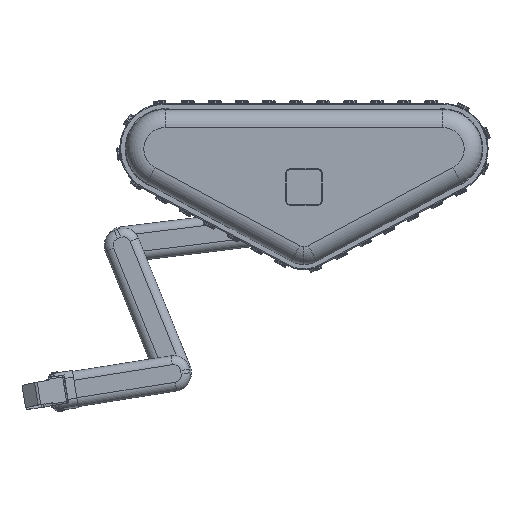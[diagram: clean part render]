
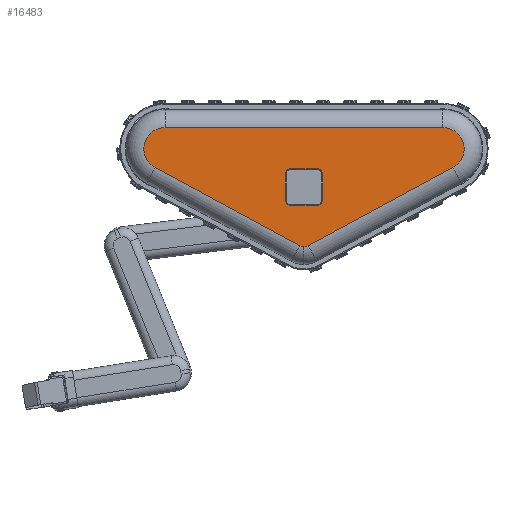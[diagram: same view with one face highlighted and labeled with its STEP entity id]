
A CAD part, front view. The second image highlights one B-rep face of the part: STEP entity #16483.
In plain terms, the highlighted face is planar.
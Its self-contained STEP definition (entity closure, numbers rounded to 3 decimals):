
#6815 = CARTESIAN_POINT ( 'NONE',  ( 0., 50., -275. ) ) ;
#6816 = CARTESIAN_POINT ( 'NONE',  ( 11.863, 50., -272.006 ) ) ;
#6829 = CARTESIAN_POINT ( 'NONE',  ( -40., 50., -158.5 ) ) ;
#6830 = CARTESIAN_POINT ( 'NONE',  ( 40., 50., -158.5 ) ) ;
#6831 = CARTESIAN_POINT ( 'NONE',  ( 51., 50., -147.5 ) ) ;
#6832 = CARTESIAN_POINT ( 'NONE',  ( 51., 50., -67.5 ) ) ;
#6833 = CARTESIAN_POINT ( 'NONE',  ( 40., 50., -56.5 ) ) ;
#6834 = CARTESIAN_POINT ( 'NONE',  ( -40., 50., -56.5 ) ) ;
#6835 = CARTESIAN_POINT ( 'NONE',  ( -51., 50., -67.5 ) ) ;
#6836 = CARTESIAN_POINT ( 'NONE',  ( -51., 50., -147.5 ) ) ;
#6837 = CARTESIAN_POINT ( 'NONE',  ( 418.471, 50., -52.815 ) ) ;
#6838 = CARTESIAN_POINT ( 'NONE',  ( -11.863, 50., -272.006 ) ) ;
#6839 = CARTESIAN_POINT ( 'NONE',  ( -418.471, 50., -52.815 ) ) ;
#6840 = CARTESIAN_POINT ( 'NONE',  ( -390., 50., 60. ) ) ;
#6841 = CARTESIAN_POINT ( 'NONE',  ( 390., 50., 60. ) ) ;
#11238 = CIRCLE ( 'NONE', #11357, 11. ) ;
#11265 = CIRCLE ( 'NONE', #11363, 25. ) ;
#11291 = AXIS2_PLACEMENT_3D ( 'NONE', #31037, #31038, #31039 ) ;
#11295 = AXIS2_PLACEMENT_3D ( 'NONE', #31016, #31017, #31018 ) ;
#11308 = VECTOR ( 'NONE', #31041, 1000. ) ;
#11321 = CIRCLE ( 'NONE', #11408, 11. ) ;
#11345 = VECTOR ( 'NONE', #31025, 1000. ) ;
#11350 = CIRCLE ( 'NONE', #11380, 60. ) ;
#11356 = VECTOR ( 'NONE', #31015, 1000. ) ;
#11357 = AXIS2_PLACEMENT_3D ( 'NONE', #31021, #31022, #31023 ) ;
#11363 = AXIS2_PLACEMENT_3D ( 'NONE', #31153, #31154, #31155 ) ;
#11380 = AXIS2_PLACEMENT_3D ( 'NONE', #31047, #31048, #31049 ) ;
#11386 = AXIS2_PLACEMENT_3D ( 'NONE', #31145, #31146, #31147 ) ;
#11391 = CIRCLE ( 'NONE', #11295, 11. ) ;
#11397 = CIRCLE ( 'NONE', #11386, 11. ) ;
#11401 = VECTOR ( 'NONE', #31051, 1000. ) ;
#11406 = AXIS2_PLACEMENT_3D ( 'NONE', #31058, #31059, #31060 ) ;
#11408 = AXIS2_PLACEMENT_3D ( 'NONE', #31032, #31033, #31034 ) ;
#11419 = CIRCLE ( 'NONE', #11406, 60. ) ;
#11425 = VECTOR ( 'NONE', #31020, 1000. ) ;
#11426 = VECTOR ( 'NONE', #31036, 1000. ) ;
#11470 = CIRCLE ( 'NONE', #11291, 25. ) ;
#11471 = VECTOR ( 'NONE', #31013, 1000. ) ;
#14313 = AXIS2_PLACEMENT_3D ( 'NONE', #32300, #32302, #32304 ) ;
#15990 = EDGE_CURVE ( 'NONE', #24384, #24385, #28119, .T. ) ;
#15991 = EDGE_CURVE ( 'NONE', #24386, #24387, #28120, .T. ) ;
#15992 = EDGE_CURVE ( 'NONE', #24387, #24388, #11391, .T. ) ;
#15993 = EDGE_CURVE ( 'NONE', #24388, #24389, #28121, .T. ) ;
#15994 = EDGE_CURVE ( 'NONE', #24389, #24390, #11238, .T. ) ;
#15995 = EDGE_CURVE ( 'NONE', #24390, #24391, #28122, .T. ) ;
#15998 = EDGE_CURVE ( 'NONE', #24391, #24384, #11321, .T. ) ;
#15999 = EDGE_CURVE ( 'NONE', #24392, #24371, #28123, .T. ) ;
#16000 = EDGE_CURVE ( 'NONE', #24370, #24393, #11470, .T. ) ;
#16001 = EDGE_CURVE ( 'NONE', #24393, #24394, #28124, .T. ) ;
#16004 = EDGE_CURVE ( 'NONE', #24394, #24395, #11350, .T. ) ;
#16005 = EDGE_CURVE ( 'NONE', #24395, #24396, #28126, .T. ) ;
#16008 = EDGE_CURVE ( 'NONE', #24396, #24392, #11419, .T. ) ;
#16041 = EDGE_CURVE ( 'NONE', #24385, #24386, #11397, .T. ) ;
#16044 = EDGE_CURVE ( 'NONE', #24371, #24370, #11265, .T. ) ;
#16483 = ADVANCED_FACE ( 'NONE', ( #28183, #28184 ), #32299, .T. ) ;
#18005 = EDGE_LOOP ( 'NONE', ( #19205, #19207, #19206, #19208, #19209, #19210, #19211, #19212 ) ) ;
#18011 = EDGE_LOOP ( 'NONE', ( #19214, #19215, #19213, #19217, #19216, #19218, #19219 ) ) ;
#19205 = ORIENTED_EDGE ( 'NONE', *, *, #15990, .T. ) ;
#19206 = ORIENTED_EDGE ( 'NONE', *, *, #15991, .T. ) ;
#19207 = ORIENTED_EDGE ( 'NONE', *, *, #16041, .T. ) ;
#19208 = ORIENTED_EDGE ( 'NONE', *, *, #15992, .T. ) ;
#19209 = ORIENTED_EDGE ( 'NONE', *, *, #15993, .T. ) ;
#19210 = ORIENTED_EDGE ( 'NONE', *, *, #15994, .T. ) ;
#19211 = ORIENTED_EDGE ( 'NONE', *, *, #15995, .T. ) ;
#19212 = ORIENTED_EDGE ( 'NONE', *, *, #15998, .T. ) ;
#19213 = ORIENTED_EDGE ( 'NONE', *, *, #16000, .T. ) ;
#19214 = ORIENTED_EDGE ( 'NONE', *, *, #15999, .T. ) ;
#19215 = ORIENTED_EDGE ( 'NONE', *, *, #16044, .T. ) ;
#19216 = ORIENTED_EDGE ( 'NONE', *, *, #16004, .T. ) ;
#19217 = ORIENTED_EDGE ( 'NONE', *, *, #16001, .T. ) ;
#19218 = ORIENTED_EDGE ( 'NONE', *, *, #16005, .T. ) ;
#19219 = ORIENTED_EDGE ( 'NONE', *, *, #16008, .T. ) ;
#24370 = VERTEX_POINT ( 'NONE', #6815 ) ;
#24371 = VERTEX_POINT ( 'NONE', #6816 ) ;
#24384 = VERTEX_POINT ( 'NONE', #6829 ) ;
#24385 = VERTEX_POINT ( 'NONE', #6830 ) ;
#24386 = VERTEX_POINT ( 'NONE', #6831 ) ;
#24387 = VERTEX_POINT ( 'NONE', #6832 ) ;
#24388 = VERTEX_POINT ( 'NONE', #6833 ) ;
#24389 = VERTEX_POINT ( 'NONE', #6834 ) ;
#24390 = VERTEX_POINT ( 'NONE', #6835 ) ;
#24391 = VERTEX_POINT ( 'NONE', #6836 ) ;
#24392 = VERTEX_POINT ( 'NONE', #6837 ) ;
#24393 = VERTEX_POINT ( 'NONE', #6838 ) ;
#24394 = VERTEX_POINT ( 'NONE', #6839 ) ;
#24395 = VERTEX_POINT ( 'NONE', #6840 ) ;
#24396 = VERTEX_POINT ( 'NONE', #6841 ) ;
#28119 = LINE ( 'NONE', #31012, #11471 ) ;
#28120 = LINE ( 'NONE', #31014, #11356 ) ;
#28121 = LINE ( 'NONE', #31019, #11425 ) ;
#28122 = LINE ( 'NONE', #31024, #11345 ) ;
#28123 = LINE ( 'NONE', #31035, #11426 ) ;
#28124 = LINE ( 'NONE', #31040, #11308 ) ;
#28126 = LINE ( 'NONE', #31050, #11401 ) ;
#28183 = FACE_BOUND ( 'NONE', #18005, .T. ) ;
#28184 = FACE_OUTER_BOUND ( 'NONE', #18011, .T. ) ;
#31012 = CARTESIAN_POINT ( 'NONE',  ( 40., 50., -158.5 ) ) ;
#31013 = DIRECTION ( 'NONE',  ( 1., 0., 0. ) ) ;
#31014 = CARTESIAN_POINT ( 'NONE',  ( 51., 50., -67.5 ) ) ;
#31015 = DIRECTION ( 'NONE',  ( 0., 0., 1. ) ) ;
#31016 = CARTESIAN_POINT ( 'NONE',  ( 40., 50., -67.5 ) ) ;
#31017 = DIRECTION ( 'NONE',  ( 0., -1., 0. ) ) ;
#31018 = DIRECTION ( 'NONE',  ( 0., 0., 1. ) ) ;
#31019 = CARTESIAN_POINT ( 'NONE',  ( -40., 50., -56.5 ) ) ;
#31020 = DIRECTION ( 'NONE',  ( -1., 0., 0. ) ) ;
#31021 = CARTESIAN_POINT ( 'NONE',  ( -40., 50., -67.5 ) ) ;
#31022 = DIRECTION ( 'NONE',  ( 0., -1., 0. ) ) ;
#31023 = DIRECTION ( 'NONE',  ( 0., 0., 1. ) ) ;
#31024 = CARTESIAN_POINT ( 'NONE',  ( -51., 50., -147.5 ) ) ;
#31025 = DIRECTION ( 'NONE',  ( 0., 0., -1. ) ) ;
#31032 = CARTESIAN_POINT ( 'NONE',  ( -40., 50., -147.5 ) ) ;
#31033 = DIRECTION ( 'NONE',  ( 0., -1., 0. ) ) ;
#31034 = DIRECTION ( 'NONE',  ( 0., 0., 1. ) ) ;
#31035 = CARTESIAN_POINT ( 'NONE',  ( 11.863, 50., -272.006 ) ) ;
#31036 = DIRECTION ( 'NONE',  ( -0.88, 0., -0.475 ) ) ;
#31037 = CARTESIAN_POINT ( 'NONE',  ( 0., 50., -250. ) ) ;
#31038 = DIRECTION ( 'NONE',  ( 0., 1., 0. ) ) ;
#31039 = DIRECTION ( 'NONE',  ( 0., 0., 1. ) ) ;
#31040 = CARTESIAN_POINT ( 'NONE',  ( -418.471, 50., -52.815 ) ) ;
#31041 = DIRECTION ( 'NONE',  ( -0.88, 0., 0.475 ) ) ;
#31047 = CARTESIAN_POINT ( 'NONE',  ( -390., 50., 0. ) ) ;
#31048 = DIRECTION ( 'NONE',  ( 0., 1., 0. ) ) ;
#31049 = DIRECTION ( 'NONE',  ( 0., 0., 1. ) ) ;
#31050 = CARTESIAN_POINT ( 'NONE',  ( 390., 50., 60. ) ) ;
#31051 = DIRECTION ( 'NONE',  ( 1., 0., 0. ) ) ;
#31058 = CARTESIAN_POINT ( 'NONE',  ( 390., 50., 0. ) ) ;
#31059 = DIRECTION ( 'NONE',  ( 0., 1., 0. ) ) ;
#31060 = DIRECTION ( 'NONE',  ( 0., 0., 1. ) ) ;
#31145 = CARTESIAN_POINT ( 'NONE',  ( 40., 50., -147.5 ) ) ;
#31146 = DIRECTION ( 'NONE',  ( 0., -1., 0. ) ) ;
#31147 = DIRECTION ( 'NONE',  ( 0., 0., 1. ) ) ;
#31153 = CARTESIAN_POINT ( 'NONE',  ( 0., 50., -250. ) ) ;
#31154 = DIRECTION ( 'NONE',  ( 0., 1., 0. ) ) ;
#31155 = DIRECTION ( 'NONE',  ( 0., 0., 1. ) ) ;
#32299 = PLANE ( 'NONE',  #14313 ) ;
#32300 = CARTESIAN_POINT ( 'NONE',  ( -390., 50., 0. ) ) ;
#32302 = DIRECTION ( 'NONE',  ( 0., 1., 0. ) ) ;
#32304 = DIRECTION ( 'NONE',  ( 0., 0., 1. ) ) ;
